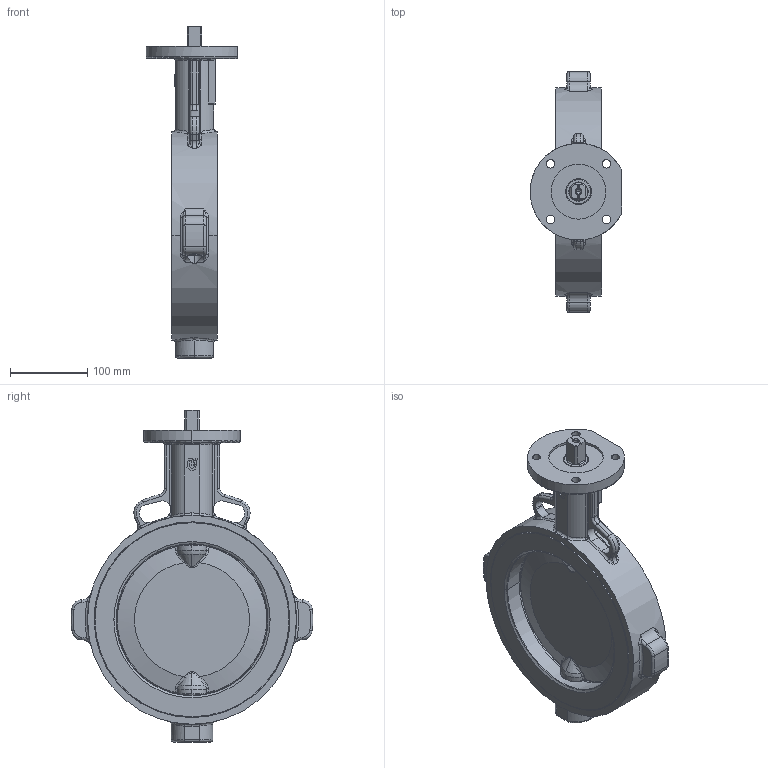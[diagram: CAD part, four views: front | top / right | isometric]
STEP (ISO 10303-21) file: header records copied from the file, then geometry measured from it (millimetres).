
FILE_DESCRIPTION(('HOOPS Exchange Step'),'2;1');
FILE_NAME('AK09_DN200_PN10-16_ansi150_oH.stp','2025-10-06T11:07:41+02:00',('nieru'),('Unknown organisation'),'HOOPS Exchange 2024.2','HOOPS Exchange','Unknown authorisation');
FILE_SCHEMA( ('AP203_CONFIGURATION_CONTROLLED_3D_DESIGN_OF_MECHANICAL_PARTS_AND_ASSEMBLIES_MIM_LF') );
Length unit declared in the file: millimetre
Products named in the file (2): 0; root
Assembly tree (1 placements, depth 2):
  root
    0
Bounding box: 118.5 x 311.87 x 429 mm (x, y, z)
Volume: 2631180.6 mm3; surface area: 351811.3 mm2
Topology: 1 solids, 1 shells, 666 faces, 1809 edges, 1136 vertices
Faces by surface type: bspline 178, cylinder 162, plane 140, torus 104, cone 66, sphere 16
Entity records: 55548 total; most frequent: CARTESIAN_POINT 41307, ORIENTED_EDGE 3558, DIRECTION 2049, EDGE_CURVE 1779, VERTEX_POINT 1136, B_SPLINE_CURVE_WITH_KNOTS 1019, AXIS2_PLACEMENT_3D 838, EDGE_LOOP 699
